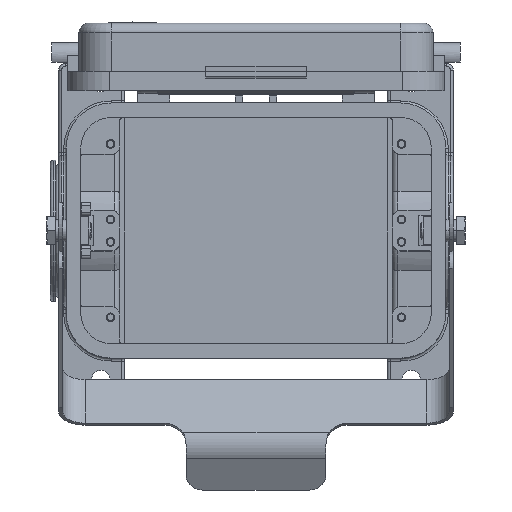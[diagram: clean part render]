
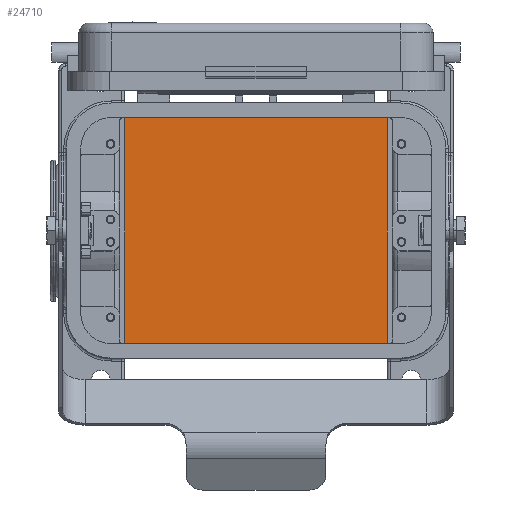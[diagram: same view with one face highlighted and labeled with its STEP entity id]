
A CAD part, top view. The second image highlights one B-rep face of the part: STEP entity #24710.
In plain terms, the highlighted planar face has unit normal (0, 0, 1).
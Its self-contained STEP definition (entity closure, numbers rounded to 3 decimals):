
#24320=CARTESIAN_POINT('',(0.,0.,-54.3));
#24330=DIRECTION('',(0.,0.,1.));
#24340=DIRECTION('',(1.,0.,0.));
#24350=AXIS2_PLACEMENT_3D('',#24320,#24330,#24340);
#24360=PLANE('',#24350);
#24370=CARTESIAN_POINT('',(-47.,40.5,-54.3));
#24380=DIRECTION('',(1.,0.,0.));
#24390=VECTOR('',#24380,94.);
#24400=LINE('',#24370,#24390);
#24410=CARTESIAN_POINT('',(-47.,40.5,-54.3));
#24420=VERTEX_POINT('',#24410);
#24430=CARTESIAN_POINT('',(47.,40.5,-54.3));
#24440=VERTEX_POINT('',#24430);
#24450=EDGE_CURVE('',#24420,#24440,#24400,.T.);
#24460=ORIENTED_EDGE('',*,*,#24450,.F.);
#24470=CARTESIAN_POINT('',(47.,-40.5,-54.3));
#24480=DIRECTION('',(0.,1.,0.));
#24490=VECTOR('',#24480,81.);
#24500=LINE('',#24470,#24490);
#24510=CARTESIAN_POINT('',(47.,-40.5,-54.3));
#24520=VERTEX_POINT('',#24510);
#24530=EDGE_CURVE('',#24520,#24440,#24500,.T.);
#24540=ORIENTED_EDGE('',*,*,#24530,.T.);
#24550=CARTESIAN_POINT('',(47.,-40.5,-54.3));
#24560=DIRECTION('',(-1.,0.,0.));
#24570=VECTOR('',#24560,94.);
#24580=LINE('',#24550,#24570);
#24590=CARTESIAN_POINT('',(-47.,-40.5,-54.3));
#24600=VERTEX_POINT('',#24590);
#24610=EDGE_CURVE('',#24520,#24600,#24580,.T.);
#24620=ORIENTED_EDGE('',*,*,#24610,.F.);
#24630=CARTESIAN_POINT('',(-47.,40.5,-54.3));
#24640=DIRECTION('',(0.,-1.,0.));
#24650=VECTOR('',#24640,81.);
#24660=LINE('',#24630,#24650);
#24670=EDGE_CURVE('',#24420,#24600,#24660,.T.);
#24680=ORIENTED_EDGE('',*,*,#24670,.T.);
#24690=EDGE_LOOP('',(#24680,#24620,#24540,#24460));
#24700=FACE_OUTER_BOUND('',#24690,.T.);
#24710=ADVANCED_FACE('',(#24700),#24360,.T.);
